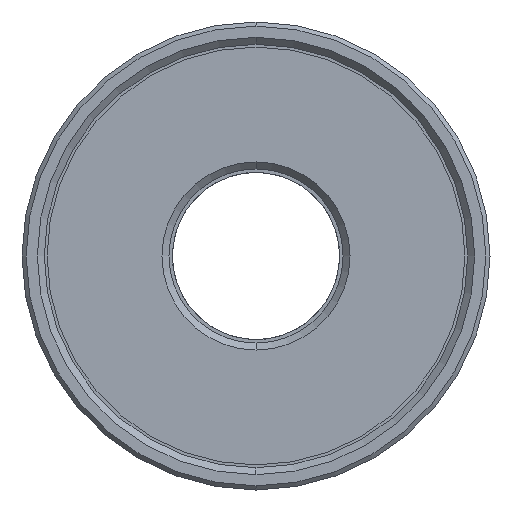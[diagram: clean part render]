
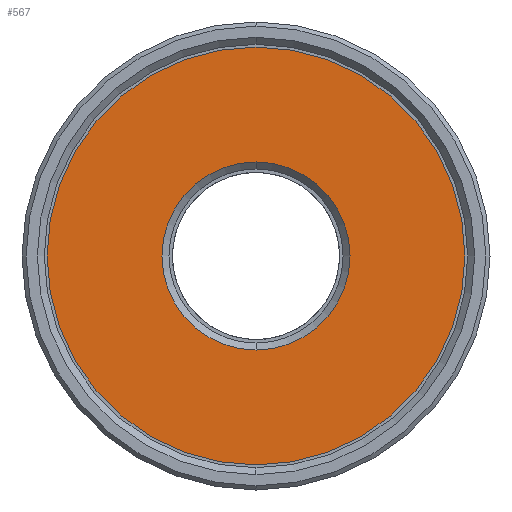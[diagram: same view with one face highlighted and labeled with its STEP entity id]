
A CAD part, left-side view. The second image highlights one B-rep face of the part: STEP entity #567.
In plain terms, the highlighted planar face has unit normal (-1, 0, 0).
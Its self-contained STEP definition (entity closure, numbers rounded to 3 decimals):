
#23 = CARTESIAN_POINT ( 'NONE',  ( 22.5, 0., 0. ) ) ;
#30 = DIRECTION ( 'NONE',  ( 1., 0., 0. ) ) ;
#51 = EDGE_LOOP ( 'NONE', ( #207, #1601 ) ) ;
#74 = EDGE_LOOP ( 'NONE', ( #237, #1404 ) ) ;
#75 = AXIS2_PLACEMENT_3D ( 'NONE', #23, #823, #1569 ) ;
#80 = AXIS2_PLACEMENT_3D ( 'NONE', #2515, #559, #748 ) ;
#207 = ORIENTED_EDGE ( 'NONE', *, *, #2024, .T. ) ;
#237 = ORIENTED_EDGE ( 'NONE', *, *, #1925, .T. ) ;
#261 = DIRECTION ( 'NONE',  ( 0., 0., 1. ) ) ;
#317 = CIRCLE ( 'NONE', #75, 15.2 ) ;
#403 = AXIS2_PLACEMENT_3D ( 'NONE', #2388, #516, #2252 ) ;
#486 = CARTESIAN_POINT ( 'NONE',  ( 22.5, 0., 6.75 ) ) ;
#516 = DIRECTION ( 'NONE',  ( 1., 0., 0. ) ) ;
#559 = DIRECTION ( 'NONE',  ( 1., 0., 0. ) ) ;
#567 = ADVANCED_FACE ( 'NONE', ( #1323, #2154 ), #2203, .F. ) ;
#748 = DIRECTION ( 'NONE',  ( 0., 0., -1. ) ) ;
#823 = DIRECTION ( 'NONE',  ( -1., 0., 0. ) ) ;
#830 = CIRCLE ( 'NONE', #403, 6.75 ) ;
#955 = DIRECTION ( 'NONE',  ( 0., 0., -1. ) ) ;
#1088 = VERTEX_POINT ( 'NONE', #1571 ) ;
#1159 = DIRECTION ( 'NONE',  ( -1., 0., 0. ) ) ;
#1261 = VERTEX_POINT ( 'NONE', #1598 ) ;
#1270 = AXIS2_PLACEMENT_3D ( 'NONE', #2181, #30, #955 ) ;
#1323 = FACE_BOUND ( 'NONE', #51, .T. ) ;
#1399 = VERTEX_POINT ( 'NONE', #1603 ) ;
#1404 = ORIENTED_EDGE ( 'NONE', *, *, #2629, .T. ) ;
#1519 = AXIS2_PLACEMENT_3D ( 'NONE', #2608, #1159, #261 ) ;
#1569 = DIRECTION ( 'NONE',  ( 0., 0., 1. ) ) ;
#1571 = CARTESIAN_POINT ( 'NONE',  ( 22.5, 0., -6.75 ) ) ;
#1598 = CARTESIAN_POINT ( 'NONE',  ( 22.5, 0., 15.2 ) ) ;
#1601 = ORIENTED_EDGE ( 'NONE', *, *, #2623, .T. ) ;
#1603 = CARTESIAN_POINT ( 'NONE',  ( 22.5, 0., -15.2 ) ) ;
#1816 = CIRCLE ( 'NONE', #1270, 6.75 ) ;
#1925 = EDGE_CURVE ( 'NONE', #1261, #1399, #317, .T. ) ;
#2024 = EDGE_CURVE ( 'NONE', #2110, #1088, #1816, .T. ) ;
#2110 = VERTEX_POINT ( 'NONE', #486 ) ;
#2154 = FACE_OUTER_BOUND ( 'NONE', #74, .T. ) ;
#2181 = CARTESIAN_POINT ( 'NONE',  ( 22.5, 0., 0. ) ) ;
#2203 = PLANE ( 'NONE',  #80 ) ;
#2215 = CIRCLE ( 'NONE', #1519, 15.2 ) ;
#2252 = DIRECTION ( 'NONE',  ( 0., 0., -1. ) ) ;
#2388 = CARTESIAN_POINT ( 'NONE',  ( 22.5, 0., 0. ) ) ;
#2515 = CARTESIAN_POINT ( 'NONE',  ( 22.5, 6.25, 0. ) ) ;
#2608 = CARTESIAN_POINT ( 'NONE',  ( 22.5, 0., 0. ) ) ;
#2623 = EDGE_CURVE ( 'NONE', #1088, #2110, #830, .T. ) ;
#2629 = EDGE_CURVE ( 'NONE', #1399, #1261, #2215, .T. ) ;
